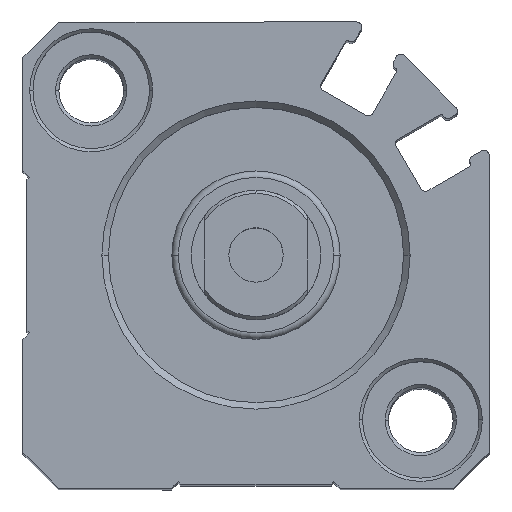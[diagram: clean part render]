
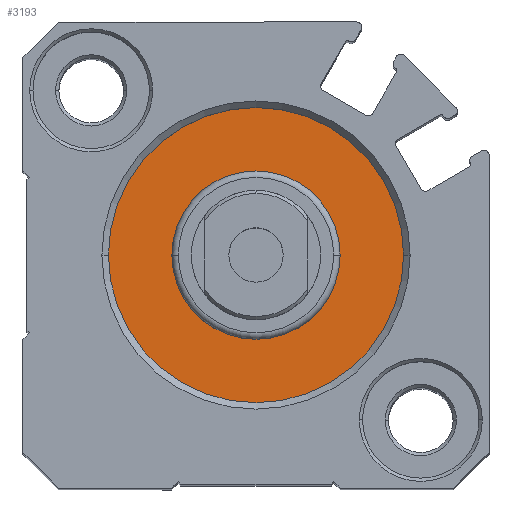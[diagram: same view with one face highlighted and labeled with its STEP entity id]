
A CAD part, top view. The second image highlights one B-rep face of the part: STEP entity #3193.
In plain terms, the highlighted planar face has unit normal (0, 0, 1).
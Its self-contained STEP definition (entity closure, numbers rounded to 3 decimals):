
#52 = EDGE_LOOP ( 'NONE', ( #3074, #1008 ) ) ;
#89 = AXIS2_PLACEMENT_3D ( 'NONE', #3513, #1466, #3852 ) ;
#118 = DIRECTION ( 'NONE',  ( 1., 0., 0. ) ) ;
#371 = CARTESIAN_POINT ( 'NONE',  ( 0., 0., 38.65 ) ) ;
#555 = FACE_OUTER_BOUND ( 'NONE', #1597, .T. ) ;
#620 = AXIS2_PLACEMENT_3D ( 'NONE', #731, #3127, #1075 ) ;
#731 = CARTESIAN_POINT ( 'NONE',  ( 0., 0., 38.65 ) ) ;
#769 = VERTEX_POINT ( 'NONE', #3839 ) ;
#804 = VERTEX_POINT ( 'NONE', #2840 ) ;
#988 = VERTEX_POINT ( 'NONE', #1349 ) ;
#1008 = ORIENTED_EDGE ( 'NONE', *, *, #2058, .F. ) ;
#1058 = CIRCLE ( 'NONE', #620, 11.4 ) ;
#1075 = DIRECTION ( 'NONE',  ( 1., 0., 0. ) ) ;
#1294 = ORIENTED_EDGE ( 'NONE', *, *, #3022, .T. ) ;
#1349 = CARTESIAN_POINT ( 'NONE',  ( -6.5, 0., 38.65 ) ) ;
#1466 = DIRECTION ( 'NONE',  ( 0., 0., 1. ) ) ;
#1590 = CARTESIAN_POINT ( 'NONE',  ( 0., 0., 38.65 ) ) ;
#1597 = EDGE_LOOP ( 'NONE', ( #1294, #4157 ) ) ;
#1718 = DIRECTION ( 'NONE',  ( 0., 0., 1. ) ) ;
#1922 = DIRECTION ( 'NONE',  ( 1., 0., 0. ) ) ;
#2058 = EDGE_CURVE ( 'NONE', #4175, #988, #2669, .T. ) ;
#2113 = DIRECTION ( 'NONE',  ( 0., 0., 1. ) ) ;
#2318 = AXIS2_PLACEMENT_3D ( 'NONE', #4185, #2113, #118 ) ;
#2638 = CIRCLE ( 'NONE', #2318, 11.4 ) ;
#2669 = CIRCLE ( 'NONE', #3614, 6.5 ) ;
#2780 = CARTESIAN_POINT ( 'NONE',  ( 6.5, 0., 38.65 ) ) ;
#2840 = CARTESIAN_POINT ( 'NONE',  ( 11.4, 0., 38.65 ) ) ;
#3022 = EDGE_CURVE ( 'NONE', #804, #769, #1058, .T. ) ;
#3074 = ORIENTED_EDGE ( 'NONE', *, *, #3323, .F. ) ;
#3127 = DIRECTION ( 'NONE',  ( 0., 0., 1. ) ) ;
#3193 = ADVANCED_FACE ( 'NONE', ( #3369, #555 ), #3771, .T. ) ;
#3323 = EDGE_CURVE ( 'NONE', #988, #4175, #4327, .T. ) ;
#3369 = FACE_BOUND ( 'NONE', #52, .T. ) ;
#3513 = CARTESIAN_POINT ( 'NONE',  ( 0., 0., 38.65 ) ) ;
#3614 = AXIS2_PLACEMENT_3D ( 'NONE', #1590, #3972, #1922 ) ;
#3771 = PLANE ( 'NONE',  #4035 ) ;
#3839 = CARTESIAN_POINT ( 'NONE',  ( -11.4, 0., 38.65 ) ) ;
#3852 = DIRECTION ( 'NONE',  ( 1., 0., 0. ) ) ;
#3972 = DIRECTION ( 'NONE',  ( 0., 0., 1. ) ) ;
#4035 = AXIS2_PLACEMENT_3D ( 'NONE', #371, #1718, #4121 ) ;
#4121 = DIRECTION ( 'NONE',  ( 1., 0., 0. ) ) ;
#4157 = ORIENTED_EDGE ( 'NONE', *, *, #4207, .T. ) ;
#4175 = VERTEX_POINT ( 'NONE', #2780 ) ;
#4185 = CARTESIAN_POINT ( 'NONE',  ( 0., 0., 38.65 ) ) ;
#4207 = EDGE_CURVE ( 'NONE', #769, #804, #2638, .T. ) ;
#4327 = CIRCLE ( 'NONE', #89, 6.5 ) ;
